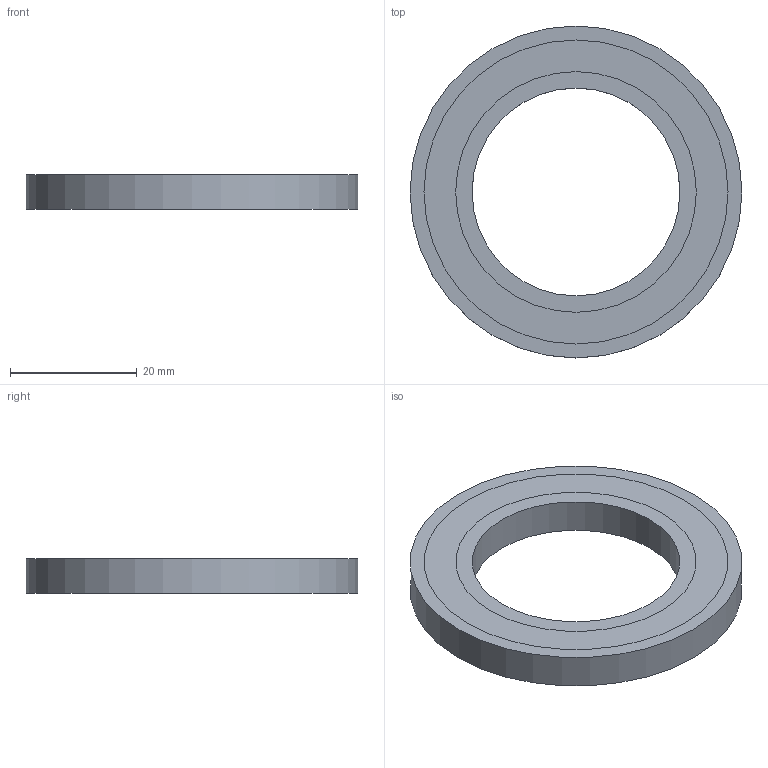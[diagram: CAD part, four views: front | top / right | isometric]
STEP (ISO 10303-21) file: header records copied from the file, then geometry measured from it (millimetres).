
FILE_DESCRIPTION(('FreeCAD Model'),'2;1');
FILE_NAME('axis_gear_spacer.step','2018-02-23T14:19:31',('Author'),(''), 'Open CASCADE STEP processor 6.8','FreeCAD','Unknown');
FILE_SCHEMA(('AUTOMOTIVE_DESIGN_CC2 { 1 2 10303 214 -1 1 5 4 }'));
Length unit declared in the file: millimetre
Products named in the file (5): ASSEMBLY; Pocket; Sketch001; Pad; Sketch
Assembly tree (4 placements, depth 2):
  ASSEMBLY
    Pocket
    Sketch001
    Pad
    Sketch
Bounding box: 52.4 x 52.4 x 5.5 mm (x, y, z)
Volume: 13076.2 mm3; surface area: 8730.9 mm2
Topology: 2 solids, 2 shells, 12 faces, 22 edges, 16 vertices
Faces by surface type: cylinder 6, plane 6
Full cylindrical faces by diameter (mm): 32.8 x2, 38 x1, 48 x1, 52.4 x2
Entity records: 727 total; most frequent: CARTESIAN_POINT 167, DIRECTION 96, ORIENTED_EDGE 36, PCURVE 36, DEFINITIONAL_REPRESENTATION 36, AXIS2_PLACEMENT_3D 33, LINE 30, VECTOR 30
